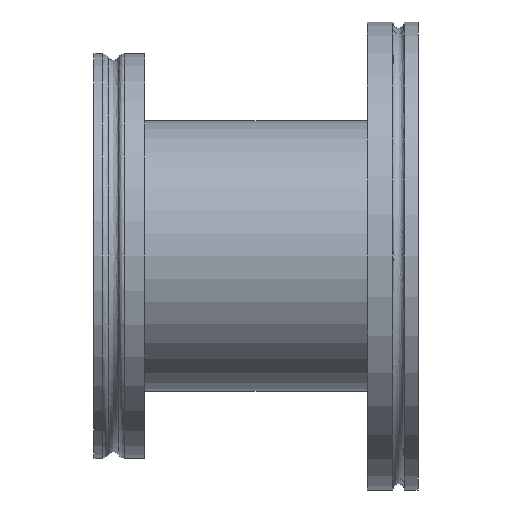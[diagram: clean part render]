
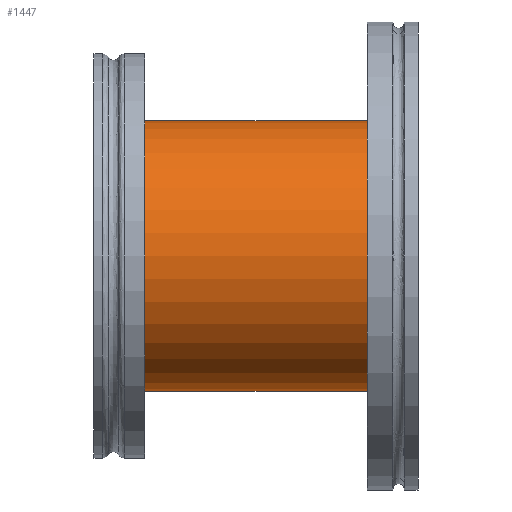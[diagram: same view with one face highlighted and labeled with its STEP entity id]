
A CAD part, front view. The second image highlights one B-rep face of the part: STEP entity #1447.
In plain terms, the highlighted cylindrical face has radius 31.75 mm (diameter 63.5 mm), a full revolution.
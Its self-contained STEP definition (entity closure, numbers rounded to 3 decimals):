
#55 = FACE_OUTER_BOUND ( 'NONE', #411, .T. ) ;
#192 = EDGE_CURVE ( 'NONE', #465, #465, #602, .T. ) ;
#207 = DIRECTION ( 'NONE',  ( 0., 0., -1. ) ) ;
#298 = CARTESIAN_POINT ( 'NONE',  ( 0., 0., -31.75 ) ) ;
#341 = AXIS2_PLACEMENT_3D ( 'NONE', #522, #1320, #910 ) ;
#411 = EDGE_LOOP ( 'NONE', ( #743 ) ) ;
#465 = VERTEX_POINT ( 'NONE', #298 ) ;
#522 = CARTESIAN_POINT ( 'NONE',  ( 0., 0., 0. ) ) ;
#541 = EDGE_LOOP ( 'NONE', ( #1315 ) ) ;
#602 = CIRCLE ( 'NONE', #1526, 31.75 ) ;
#663 = VERTEX_POINT ( 'NONE', #1561 ) ;
#709 = CIRCLE ( 'NONE', #854, 31.75 ) ;
#743 = ORIENTED_EDGE ( 'NONE', *, *, #192, .T. ) ;
#854 = AXIS2_PLACEMENT_3D ( 'NONE', #1541, #1664, #207 ) ;
#910 = DIRECTION ( 'NONE',  ( 0., 0., -1. ) ) ;
#1197 = CYLINDRICAL_SURFACE ( 'NONE', #341, 31.75 ) ;
#1276 = FACE_OUTER_BOUND ( 'NONE', #541, .T. ) ;
#1315 = ORIENTED_EDGE ( 'NONE', *, *, #1572, .T. ) ;
#1320 = DIRECTION ( 'NONE',  ( 1., 0., 0. ) ) ;
#1349 = DIRECTION ( 'NONE',  ( 0., 0., -1. ) ) ;
#1356 = DIRECTION ( 'NONE',  ( 1., 0., 0. ) ) ;
#1447 = ADVANCED_FACE ( 'NONE', ( #55, #1276 ), #1197, .T. ) ;
#1495 = CARTESIAN_POINT ( 'NONE',  ( 0., 0., 0. ) ) ;
#1526 = AXIS2_PLACEMENT_3D ( 'NONE', #1495, #1356, #1349 ) ;
#1541 = CARTESIAN_POINT ( 'NONE',  ( 63.6, 0., 0. ) ) ;
#1561 = CARTESIAN_POINT ( 'NONE',  ( 63.6, 0., -31.75 ) ) ;
#1572 = EDGE_CURVE ( 'NONE', #663, #663, #709, .T. ) ;
#1664 = DIRECTION ( 'NONE',  ( -1., 0., 0. ) ) ;
